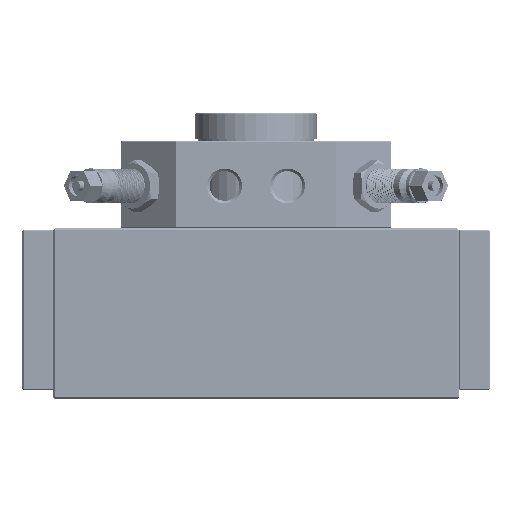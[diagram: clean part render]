
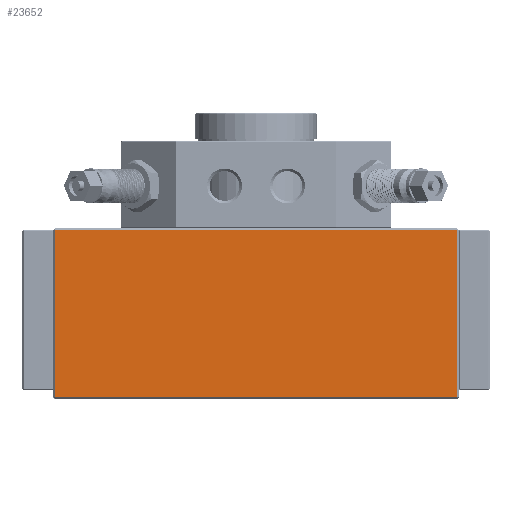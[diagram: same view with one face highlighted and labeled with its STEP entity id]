
A CAD part, top view. The second image highlights one B-rep face of the part: STEP entity #23652.
In plain terms, the highlighted planar face has unit normal (0, 0, 1).
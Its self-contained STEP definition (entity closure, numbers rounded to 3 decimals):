
#436=PLANE('',#25238);
#1038=FACE_OUTER_BOUND('',#2441,.T.);
#2441=EDGE_LOOP('',(#16202,#16203,#16204,#16205));
#6476=LINE('',#42677,#7644);
#6478=LINE('',#42680,#7646);
#6482=LINE('',#42686,#7650);
#6486=LINE('',#42692,#7654);
#7644=VECTOR('',#27566,10.);
#7646=VECTOR('',#27570,10.);
#7650=VECTOR('',#27578,10.);
#7654=VECTOR('',#27586,10.);
#9231=VERTEX_POINT('',#42604);
#9234=VERTEX_POINT('',#42611);
#9240=VERTEX_POINT('',#42625);
#9246=VERTEX_POINT('',#42642);
#12033=EDGE_CURVE('',#9240,#9246,#6476,.T.);
#12035=EDGE_CURVE('',#9246,#9234,#6478,.T.);
#12039=EDGE_CURVE('',#9231,#9240,#6482,.T.);
#12043=EDGE_CURVE('',#9234,#9231,#6486,.T.);
#16202=ORIENTED_EDGE('',*,*,#12033,.F.);
#16203=ORIENTED_EDGE('',*,*,#12039,.F.);
#16204=ORIENTED_EDGE('',*,*,#12043,.F.);
#16205=ORIENTED_EDGE('',*,*,#12035,.F.);
#23652=ADVANCED_FACE('',(#1038),#436,.T.);
#25238=AXIS2_PLACEMENT_3D('',#42743,#27642,#27643);
#27566=DIRECTION('',(0.,1.,0.));
#27570=DIRECTION('',(1.,0.,0.));
#27578=DIRECTION('',(-1.,0.,0.));
#27586=DIRECTION('',(0.,-1.,0.));
#27642=DIRECTION('center_axis',(0.,0.,1.));
#27643=DIRECTION('ref_axis',(1.,0.,0.));
#42604=CARTESIAN_POINT('',(115.5,0.5,49.));
#42611=CARTESIAN_POINT('',(115.5,48.5,49.));
#42625=CARTESIAN_POINT('',(0.5,0.5,49.));
#42642=CARTESIAN_POINT('',(0.5,48.5,49.));
#42677=CARTESIAN_POINT('',(0.5,36.75,49.));
#42680=CARTESIAN_POINT('',(87.,48.5,49.));
#42686=CARTESIAN_POINT('',(29.,0.5,49.));
#42692=CARTESIAN_POINT('',(115.5,12.25,49.));
#42743=CARTESIAN_POINT('Origin',(58.,24.5,49.));
